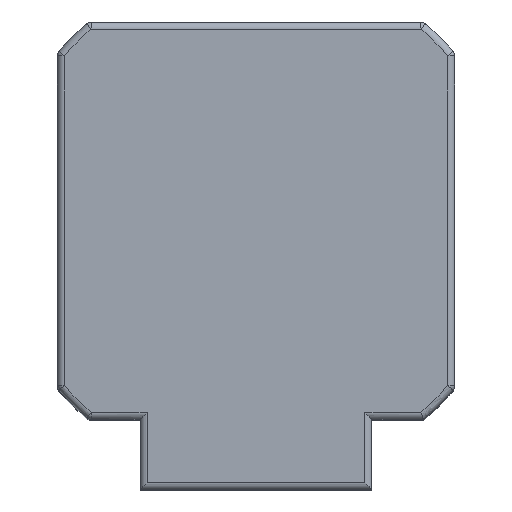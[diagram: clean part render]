
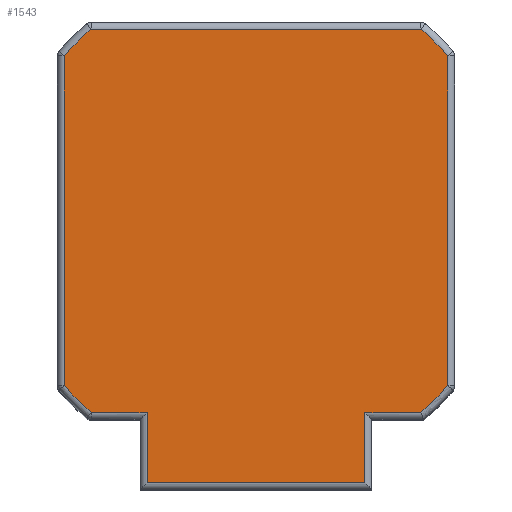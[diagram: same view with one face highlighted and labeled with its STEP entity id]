
A CAD part, top view. The second image highlights one B-rep face of the part: STEP entity #1543.
In plain terms, the highlighted planar face has unit normal (0, 0, 1).
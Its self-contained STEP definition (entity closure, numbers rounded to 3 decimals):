
#40 = AXIS2_PLACEMENT_3D ( 'NONE', #1173, #1186, #1161 ) ;
#44 = CIRCLE ( 'NONE', #40, 18. ) ;
#113 = LINE ( 'NONE', #633, #1619 ) ;
#114 = LINE ( 'NONE', #663, #1621 ) ;
#122 = LINE ( 'NONE', #733, #1622 ) ;
#132 = LINE ( 'NONE', #729, #1614 ) ;
#133 = LINE ( 'NONE', #741, #1613 ) ;
#137 = LINE ( 'NONE', #738, #1612 ) ;
#139 = LINE ( 'NONE', #687, #1618 ) ;
#215 = ORIENTED_EDGE ( 'NONE', *, *, #1499, .T. ) ;
#216 = ORIENTED_EDGE ( 'NONE', *, *, #1505, .T. ) ;
#217 = ORIENTED_EDGE ( 'NONE', *, *, #1509, .T. ) ;
#218 = ORIENTED_EDGE ( 'NONE', *, *, #325, .T. ) ;
#219 = ORIENTED_EDGE ( 'NONE', *, *, #1507, .T. ) ;
#220 = ORIENTED_EDGE ( 'NONE', *, *, #1500, .T. ) ;
#221 = ORIENTED_EDGE ( 'NONE', *, *, #1506, .T. ) ;
#222 = ORIENTED_EDGE ( 'NONE', *, *, #1530, .T. ) ;
#223 = ORIENTED_EDGE ( 'NONE', *, *, #1501, .T. ) ;
#224 = ORIENTED_EDGE ( 'NONE', *, *, #1502, .T. ) ;
#225 = ORIENTED_EDGE ( 'NONE', *, *, #1504, .T. ) ;
#325 = EDGE_CURVE ( 'NONE', #945, #946, #44, .T. ) ;
#603 = DIRECTION ( 'NONE',  ( 0., 1., 0. ) ) ;
#614 = CARTESIAN_POINT ( 'NONE',  ( 0., 0., 40. ) ) ;
#629 = DIRECTION ( 'NONE',  ( 0., -1., 0. ) ) ;
#633 = CARTESIAN_POINT ( 'NONE',  ( -13.65, -11.918, 40. ) ) ;
#635 = CARTESIAN_POINT ( 'NONE',  ( 0., 0., 40. ) ) ;
#636 = DIRECTION ( 'NONE',  ( 0., 0., 1. ) ) ;
#637 = DIRECTION ( 'NONE',  ( 1., 0., 0. ) ) ;
#650 = CARTESIAN_POINT ( 'NONE',  ( 7.75, -14.15, 40. ) ) ;
#653 = DIRECTION ( 'NONE',  ( 0., 0., 1. ) ) ;
#657 = DIRECTION ( 'NONE',  ( 0., 1., 0. ) ) ;
#663 = CARTESIAN_POINT ( 'NONE',  ( 11.918, -13.65, 40. ) ) ;
#668 = DIRECTION ( 'NONE',  ( -1., 0., 0. ) ) ;
#680 = DIRECTION ( 'NONE',  ( 1., 0., 0. ) ) ;
#687 = CARTESIAN_POINT ( 'NONE',  ( -11.918, 13.65, 40. ) ) ;
#688 = DIRECTION ( 'NONE',  ( 0., 0., 1. ) ) ;
#696 = CARTESIAN_POINT ( 'NONE',  ( 0., 0., 40. ) ) ;
#709 = CARTESIAN_POINT ( 'NONE',  ( 0., 0., 40. ) ) ;
#719 = DIRECTION ( 'NONE',  ( 0., 0., 1. ) ) ;
#728 = DIRECTION ( 'NONE',  ( 1., 0., 0. ) ) ;
#729 = CARTESIAN_POINT ( 'NONE',  ( -7.75, -19.15, 40. ) ) ;
#730 = DIRECTION ( 'NONE',  ( 1., 0., 0. ) ) ;
#732 = PLANE ( 'NONE',  #1661 ) ;
#733 = CARTESIAN_POINT ( 'NONE',  ( 13.65, 11.918, 40. ) ) ;
#736 = DIRECTION ( 'NONE',  ( 1., 0., 0. ) ) ;
#738 = CARTESIAN_POINT ( 'NONE',  ( -8.25, -13.65, 40. ) ) ;
#739 = DIRECTION ( 'NONE',  ( 0., -1., 0. ) ) ;
#740 = DIRECTION ( 'NONE',  ( 1., 0., 0. ) ) ;
#741 = CARTESIAN_POINT ( 'NONE',  ( 8.25, -18.65, 40. ) ) ;
#743 = DIRECTION ( 'NONE',  ( 1., 0., 0. ) ) ;
#848 = ORIENTED_EDGE ( 'NONE', *, *, #1508, .T. ) ;
#913 = EDGE_LOOP ( 'NONE', ( #848, #218, #217, #215, #216, #225, #221, #219, #220, #224, #223, #222 ) ) ;
#944 = VERTEX_POINT ( 'NONE', #1184 ) ;
#945 = VERTEX_POINT ( 'NONE', #1177 ) ;
#946 = VERTEX_POINT ( 'NONE', #1133 ) ;
#947 = VERTEX_POINT ( 'NONE', #1137 ) ;
#948 = VERTEX_POINT ( 'NONE', #1132 ) ;
#949 = VERTEX_POINT ( 'NONE', #1142 ) ;
#950 = VERTEX_POINT ( 'NONE', #1141 ) ;
#951 = VERTEX_POINT ( 'NONE', #1059 ) ;
#952 = VERTEX_POINT ( 'NONE', #1032 ) ;
#953 = VERTEX_POINT ( 'NONE', #1068 ) ;
#954 = VERTEX_POINT ( 'NONE', #1067 ) ;
#955 = VERTEX_POINT ( 'NONE', #1054 ) ;
#1032 = CARTESIAN_POINT ( 'NONE',  ( -7.75, -13.65, 40. ) ) ;
#1054 = CARTESIAN_POINT ( 'NONE',  ( 7.75, -18.65, 40. ) ) ;
#1059 = CARTESIAN_POINT ( 'NONE',  ( -13.65, -11.734, 40. ) ) ;
#1067 = CARTESIAN_POINT ( 'NONE',  ( -7.75, -18.65, 40. ) ) ;
#1068 = CARTESIAN_POINT ( 'NONE',  ( -11.734, -13.65, 40. ) ) ;
#1132 = CARTESIAN_POINT ( 'NONE',  ( 13.65, 11.734, 40. ) ) ;
#1133 = CARTESIAN_POINT ( 'NONE',  ( 13.65, -11.734, 40. ) ) ;
#1137 = CARTESIAN_POINT ( 'NONE',  ( 11.734, 13.65, 40. ) ) ;
#1141 = CARTESIAN_POINT ( 'NONE',  ( -13.65, 11.734, 40. ) ) ;
#1142 = CARTESIAN_POINT ( 'NONE',  ( -11.734, 13.65, 40. ) ) ;
#1161 = DIRECTION ( 'NONE',  ( 1., 0., 0. ) ) ;
#1173 = CARTESIAN_POINT ( 'NONE',  ( 0., 0., 40. ) ) ;
#1177 = CARTESIAN_POINT ( 'NONE',  ( 11.734, -13.65, 40. ) ) ;
#1184 = CARTESIAN_POINT ( 'NONE',  ( 7.75, -13.65, 40. ) ) ;
#1186 = DIRECTION ( 'NONE',  ( 0., 0., 1. ) ) ;
#1499 = EDGE_CURVE ( 'NONE', #948, #947, #1583, .T. ) ;
#1500 = EDGE_CURVE ( 'NONE', #953, #952, #137, .T. ) ;
#1501 = EDGE_CURVE ( 'NONE', #954, #955, #133, .T. ) ;
#1502 = EDGE_CURVE ( 'NONE', #952, #954, #132, .T. ) ;
#1504 = EDGE_CURVE ( 'NONE', #949, #950, #1601, .T. ) ;
#1505 = EDGE_CURVE ( 'NONE', #947, #949, #139, .T. ) ;
#1506 = EDGE_CURVE ( 'NONE', #950, #951, #113, .T. ) ;
#1507 = EDGE_CURVE ( 'NONE', #951, #953, #1607, .T. ) ;
#1508 = EDGE_CURVE ( 'NONE', #944, #945, #114, .T. ) ;
#1509 = EDGE_CURVE ( 'NONE', #946, #948, #122, .T. ) ;
#1530 = EDGE_CURVE ( 'NONE', #955, #944, #1823, .T. ) ;
#1543 = ADVANCED_FACE ( 'NONE', ( #2016 ), #732, .T. ) ;
#1583 = CIRCLE ( 'NONE', #1611, 18. ) ;
#1601 = CIRCLE ( 'NONE', #1617, 18. ) ;
#1607 = CIRCLE ( 'NONE', #1620, 18. ) ;
#1611 = AXIS2_PLACEMENT_3D ( 'NONE', #709, #719, #728 ) ;
#1612 = VECTOR ( 'NONE', #740, 1000. ) ;
#1613 = VECTOR ( 'NONE', #736, 1000. ) ;
#1614 = VECTOR ( 'NONE', #739, 1000. ) ;
#1617 = AXIS2_PLACEMENT_3D ( 'NONE', #614, #688, #743 ) ;
#1618 = VECTOR ( 'NONE', #668, 1000. ) ;
#1619 = VECTOR ( 'NONE', #629, 1000. ) ;
#1620 = AXIS2_PLACEMENT_3D ( 'NONE', #635, #636, #637 ) ;
#1621 = VECTOR ( 'NONE', #730, 1000. ) ;
#1622 = VECTOR ( 'NONE', #603, 1000. ) ;
#1648 = VECTOR ( 'NONE', #657, 1000. ) ;
#1661 = AXIS2_PLACEMENT_3D ( 'NONE', #696, #653, #680 ) ;
#1823 = LINE ( 'NONE', #650, #1648 ) ;
#2016 = FACE_OUTER_BOUND ( 'NONE', #913, .T. ) ;
